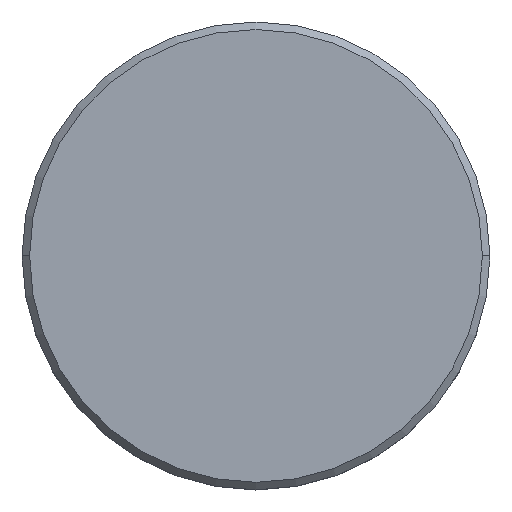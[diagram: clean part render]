
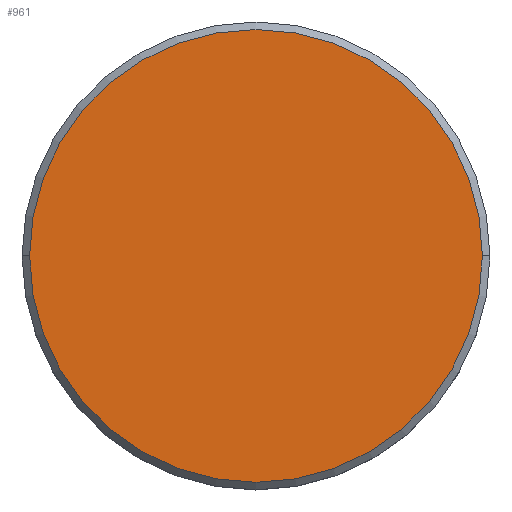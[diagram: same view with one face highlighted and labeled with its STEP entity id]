
A CAD part, top view. The second image highlights one B-rep face of the part: STEP entity #961.
In plain terms, the highlighted planar face has unit normal (0, 0, 1).
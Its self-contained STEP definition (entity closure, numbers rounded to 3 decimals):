
#12 = FACE_OUTER_BOUND ( 'NONE', #577, .T. ) ;
#33 = PLANE ( 'NONE',  #1094 ) ;
#58 = CARTESIAN_POINT ( 'NONE',  ( -15., 0., 0. ) ) ;
#158 = VERTEX_POINT ( 'NONE', #760 ) ;
#174 = DIRECTION ( 'NONE',  ( 0., 0., 1. ) ) ;
#202 = CIRCLE ( 'NONE', #346, 15. ) ;
#275 = DIRECTION ( 'NONE',  ( 1., 0., 0. ) ) ;
#346 = AXIS2_PLACEMENT_3D ( 'NONE', #1176, #915, #537 ) ;
#370 = EDGE_CURVE ( 'NONE', #1181, #158, #532, .T. ) ;
#532 = CIRCLE ( 'NONE', #594, 15. ) ;
#537 = DIRECTION ( 'NONE',  ( 1., 0., 0. ) ) ;
#577 = EDGE_LOOP ( 'NONE', ( #1055, #1092 ) ) ;
#594 = AXIS2_PLACEMENT_3D ( 'NONE', #1080, #174, #734 ) ;
#734 = DIRECTION ( 'NONE',  ( 1., 0., 0. ) ) ;
#760 = CARTESIAN_POINT ( 'NONE',  ( 15., 0., 0. ) ) ;
#766 = DIRECTION ( 'NONE',  ( 0., 0., 1. ) ) ;
#849 = EDGE_CURVE ( 'NONE', #158, #1181, #202, .T. ) ;
#915 = DIRECTION ( 'NONE',  ( 0., 0., 1. ) ) ;
#961 = ADVANCED_FACE ( 'NONE', ( #12 ), #33, .T. ) ;
#1055 = ORIENTED_EDGE ( 'NONE', *, *, #370, .T. ) ;
#1080 = CARTESIAN_POINT ( 'NONE',  ( 0., 0., 0. ) ) ;
#1092 = ORIENTED_EDGE ( 'NONE', *, *, #849, .T. ) ;
#1094 = AXIS2_PLACEMENT_3D ( 'NONE', #1100, #766, #275 ) ;
#1100 = CARTESIAN_POINT ( 'NONE',  ( 0., 0., 0. ) ) ;
#1176 = CARTESIAN_POINT ( 'NONE',  ( 0., 0., 0. ) ) ;
#1181 = VERTEX_POINT ( 'NONE', #58 ) ;
